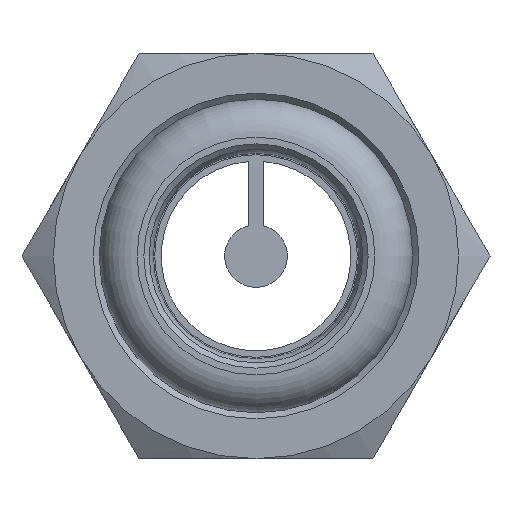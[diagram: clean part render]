
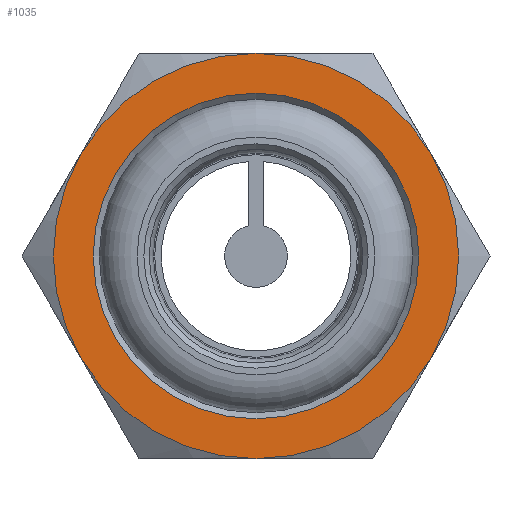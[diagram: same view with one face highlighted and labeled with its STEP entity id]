
A CAD part, left-side view. The second image highlights one B-rep face of the part: STEP entity #1035.
In plain terms, the highlighted planar face has unit normal (-1, 0, 0).
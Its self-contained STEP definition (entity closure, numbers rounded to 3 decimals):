
#156=FACE_OUTER_BOUND($,#295,.T.);
#229=FACE_BOUND($,#296,.T.);
#295=EDGE_LOOP($,(#754,#755,#756,#757,#758,#759));
#296=EDGE_LOOP($,(#760));
#388=CIRCLE($,#1143,12.05);
#390=CIRCLE($,#1147,15.);
#391=CIRCLE($,#1148,15.);
#392=CIRCLE($,#1149,15.);
#393=CIRCLE($,#1150,15.);
#394=CIRCLE($,#1151,15.);
#395=CIRCLE($,#1152,15.);
#495=VERTEX_POINT($,#1648);
#497=VERTEX_POINT($,#1654);
#498=VERTEX_POINT($,#1655);
#499=VERTEX_POINT($,#1657);
#500=VERTEX_POINT($,#1659);
#501=VERTEX_POINT($,#1661);
#502=VERTEX_POINT($,#1663);
#590=EDGE_CURVE($,#495,#495,#388,.T.);
#592=EDGE_CURVE($,#497,#498,#390,.T.);
#593=EDGE_CURVE($,#499,#497,#391,.T.);
#594=EDGE_CURVE($,#500,#499,#392,.T.);
#595=EDGE_CURVE($,#501,#500,#393,.T.);
#596=EDGE_CURVE($,#502,#501,#394,.T.);
#597=EDGE_CURVE($,#498,#502,#395,.T.);
#754=ORIENTED_EDGE($,*,*,#592,.F.);
#755=ORIENTED_EDGE($,*,*,#593,.F.);
#756=ORIENTED_EDGE($,*,*,#594,.F.);
#757=ORIENTED_EDGE($,*,*,#595,.F.);
#758=ORIENTED_EDGE($,*,*,#596,.F.);
#759=ORIENTED_EDGE($,*,*,#597,.F.);
#760=ORIENTED_EDGE($,*,*,#590,.F.);
#959=PLANE($,#1146);
#1035=ADVANCED_FACE($,(#156,#229),#959,.T.);
#1143=AXIS2_PLACEMENT_3D($,#1649,#1350,#1351);
#1146=AXIS2_PLACEMENT_3D($,#1653,#1356,#1357);
#1147=AXIS2_PLACEMENT_3D($,#1656,#1358,#1359);
#1148=AXIS2_PLACEMENT_3D($,#1658,#1360,#1361);
#1149=AXIS2_PLACEMENT_3D($,#1660,#1362,#1363);
#1150=AXIS2_PLACEMENT_3D($,#1662,#1364,#1365);
#1151=AXIS2_PLACEMENT_3D($,#1664,#1366,#1367);
#1152=AXIS2_PLACEMENT_3D($,#1665,#1368,#1369);
#1350=DIRECTION('center_axis',(-1.,0.,0.));
#1351=DIRECTION('ref_axis',(0.,0.,1.));
#1356=DIRECTION('center_axis',(-1.,0.,0.));
#1357=DIRECTION('ref_axis',(0.,0.,1.));
#1358=DIRECTION('center_axis',(1.,0.,0.));
#1359=DIRECTION('ref_axis',(0.,1.,0.));
#1360=DIRECTION('center_axis',(1.,0.,0.));
#1361=DIRECTION('ref_axis',(0.,1.,0.));
#1362=DIRECTION('center_axis',(1.,0.,0.));
#1363=DIRECTION('ref_axis',(0.,1.,0.));
#1364=DIRECTION('center_axis',(1.,0.,0.));
#1365=DIRECTION('ref_axis',(0.,1.,0.));
#1366=DIRECTION('center_axis',(1.,0.,0.));
#1367=DIRECTION('ref_axis',(0.,1.,0.));
#1368=DIRECTION('center_axis',(1.,0.,0.));
#1369=DIRECTION('ref_axis',(0.,1.,0.));
#1648=CARTESIAN_POINT('',(0.,0.,-12.05));
#1649=CARTESIAN_POINT('Origin',(0.,0.,
0.));
#1653=CARTESIAN_POINT('Origin',(0.,7.5,0.));
#1654=CARTESIAN_POINT('',(0.,12.99,7.5));
#1655=CARTESIAN_POINT('',(0.,0.,
15.));
#1656=CARTESIAN_POINT('Origin',(0.,0.,
0.));
#1657=CARTESIAN_POINT('',(0.,12.99,-7.5));
#1658=CARTESIAN_POINT('Origin',(0.,0.,
0.));
#1659=CARTESIAN_POINT('',(0.,0.,
-15.));
#1660=CARTESIAN_POINT('Origin',(0.,0.,
0.));
#1661=CARTESIAN_POINT('',(0.,-12.99,-7.5));
#1662=CARTESIAN_POINT('Origin',(0.,0.,
0.));
#1663=CARTESIAN_POINT('',(0.,-12.99,7.5));
#1664=CARTESIAN_POINT('Origin',(0.,0.,
0.));
#1665=CARTESIAN_POINT('Origin',(0.,0.,
0.));
